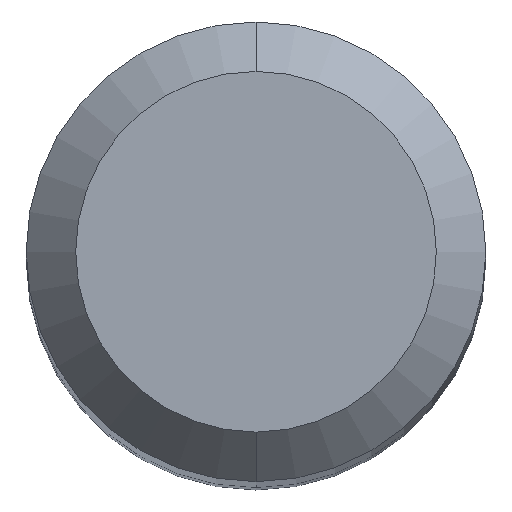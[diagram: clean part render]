
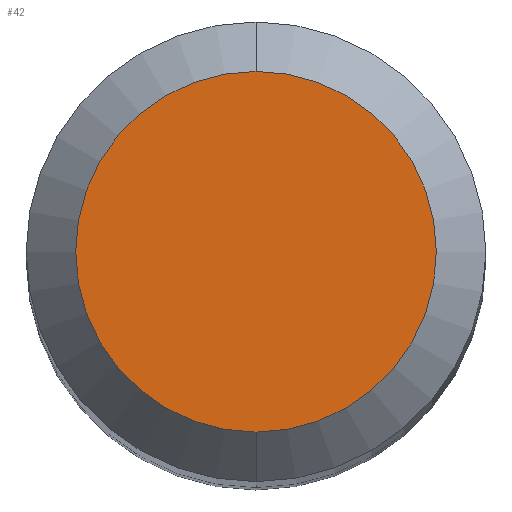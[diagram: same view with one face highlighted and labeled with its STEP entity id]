
A CAD part, top view. The second image highlights one B-rep face of the part: STEP entity #42.
In plain terms, the highlighted planar face has unit normal (0, 0, 1).
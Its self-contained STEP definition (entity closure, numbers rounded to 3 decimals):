
#1 = CARTESIAN_POINT ( 'NONE',  ( 0., 0., 70. ) ) ;
#11 = DIRECTION ( 'NONE',  ( 0., 0., -1. ) ) ;
#26 = VERTEX_POINT ( 'NONE', #326 ) ;
#42 = ADVANCED_FACE ( 'NONE', ( #154 ), #245, .F. ) ;
#51 = AXIS2_PLACEMENT_3D ( 'NONE', #77, #319, #57 ) ;
#57 = DIRECTION ( 'NONE',  ( 0., 1., 0. ) ) ;
#60 = EDGE_CURVE ( 'NONE', #189, #26, #128, .T. ) ;
#77 = CARTESIAN_POINT ( 'NONE',  ( 0., 0., 70. ) ) ;
#95 = DIRECTION ( 'NONE',  ( 0., 1., 0. ) ) ;
#117 = ORIENTED_EDGE ( 'NONE', *, *, #60, .F. ) ;
#128 = CIRCLE ( 'NONE', #323, 2.55 ) ;
#151 = CIRCLE ( 'NONE', #244, 2.55 ) ;
#154 = FACE_OUTER_BOUND ( 'NONE', #261, .T. ) ;
#189 = VERTEX_POINT ( 'NONE', #228 ) ;
#196 = EDGE_CURVE ( 'NONE', #26, #189, #151, .T. ) ;
#228 = CARTESIAN_POINT ( 'NONE',  ( 0., 2.55, 70. ) ) ;
#244 = AXIS2_PLACEMENT_3D ( 'NONE', #1, #11, #312 ) ;
#245 = PLANE ( 'NONE',  #51 ) ;
#261 = EDGE_LOOP ( 'NONE', ( #117, #305 ) ) ;
#267 = DIRECTION ( 'NONE',  ( 0., 0., -1. ) ) ;
#288 = CARTESIAN_POINT ( 'NONE',  ( 0., 0., 70. ) ) ;
#305 = ORIENTED_EDGE ( 'NONE', *, *, #196, .F. ) ;
#312 = DIRECTION ( 'NONE',  ( 0., 1., 0. ) ) ;
#319 = DIRECTION ( 'NONE',  ( 0., 0., -1. ) ) ;
#323 = AXIS2_PLACEMENT_3D ( 'NONE', #288, #267, #95 ) ;
#326 = CARTESIAN_POINT ( 'NONE',  ( 0., -2.55, 70. ) ) ;
